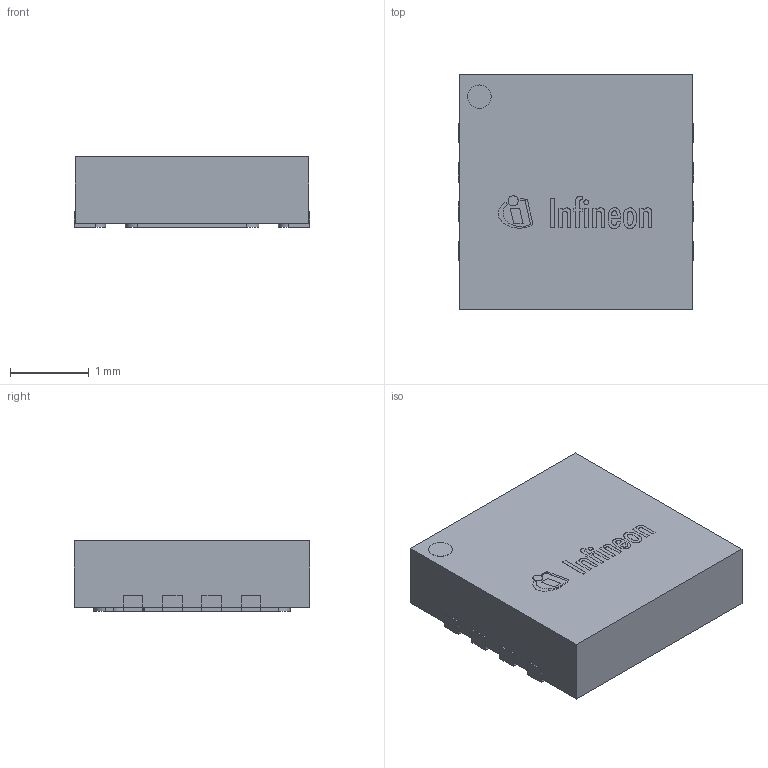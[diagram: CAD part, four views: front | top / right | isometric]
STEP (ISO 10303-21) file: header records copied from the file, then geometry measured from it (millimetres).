
FILE_DESCRIPTION(/* description */ (''),/* implementation_level */ '2;1');
FILE_NAME(/* name */ 'PG-VDSON-8-1_Z8B00162018_V04_3D.stp',/* time_stamp */ '2022-05-10T16:28:31+06:00',/* author */ ('janartha'),/* organization */ (''),/* preprocessor_version */ 'ST-DEVELOPER v16.13',/* originating_system */ 'AutoCAD Mechanical',/* authorisation */ '');
FILE_SCHEMA (('AUTOMOTIVE_DESIGN { 1 0 10303 214 3 1 1 }'));
Length unit declared in the file: millimetre
Products named in the file (1): Product
Bounding box: 3 x 3 x 0.9 mm (x, y, z)
Surface area: 42.1 mm2
Topology: 23 solids, 23 shells, 184 faces, 411 edges, 274 vertices
Faces by surface type: plane 147, cylinder 19, bspline 18
Full cylindrical faces by diameter (mm): 0.062 x1, 0.127 x1, 0.3 x2
Entity records: 5230 total; most frequent: CARTESIAN_POINT 1236, ORIENTED_EDGE 814, DIRECTION 743, EDGE_CURVE 407, LINE 333, VECTOR 333, VERTEX_POINT 274, AXIS2_PLACEMENT_3D 205
